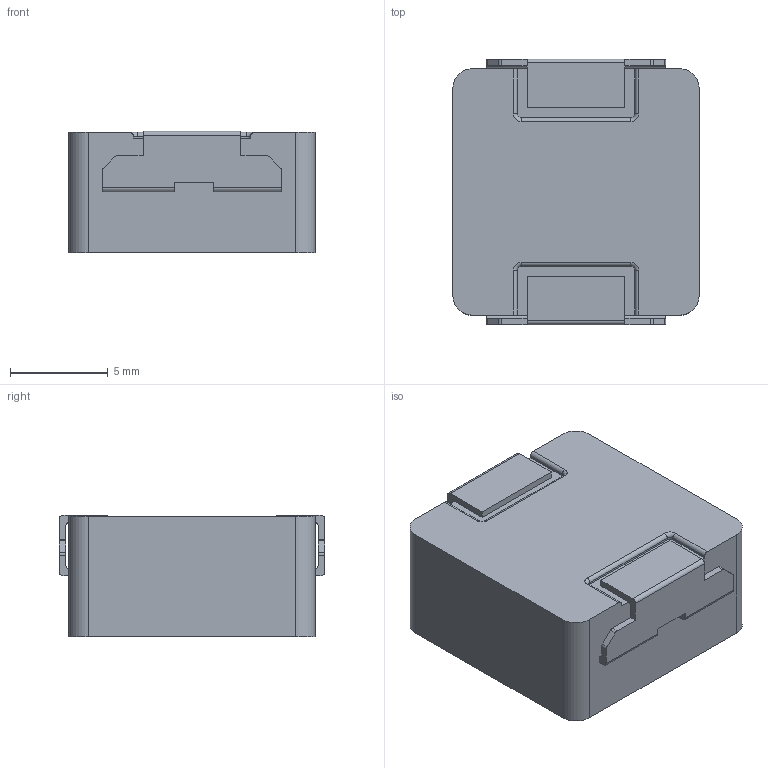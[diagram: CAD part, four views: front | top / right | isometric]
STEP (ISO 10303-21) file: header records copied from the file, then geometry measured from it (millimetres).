
FILE_DESCRIPTION(/* description */ (''),/* implementation_level */ '2;1');
FILE_NAME(/* name */ 'TMPV1265SP.stp',/* time_stamp */ '2020-07-24T11:08:10+08:00',/* author */ (''),/* organization */ (''),/* preprocessor_version */ 'ST-DEVELOPER v16.7',/* originating_system */ 'SIEMENS PLM Software NX 12.0',/* authorisation */ '');
FILE_SCHEMA (('AUTOMOTIVE_DESIGN { 1 0 10303 214 3 1 1 1 }'));
Length unit declared in the file: millimetre
Products named in the file (1): TMPV1265SP
Bounding box: 12.6 x 13.6 x 6.21 mm (x, y, z)
Surface area: 1222.4 mm2
Topology: 12 solids, 12 shells, 340 faces, 837 edges, 523 vertices
Faces by surface type: plane 137, torus 92, cylinder 66, extrusion 45
Full cylindrical faces by diameter (mm): 0.7 x2, 1.2 x2
Entity records: 10097 total; most frequent: CARTESIAN_POINT 2536, ORIENTED_EDGE 1490, DIRECTION 1417, EDGE_CURVE 745, VERTEX_POINT 523, AXIS2_PLACEMENT_3D 515, EDGE_LOOP 442, VECTOR 387
